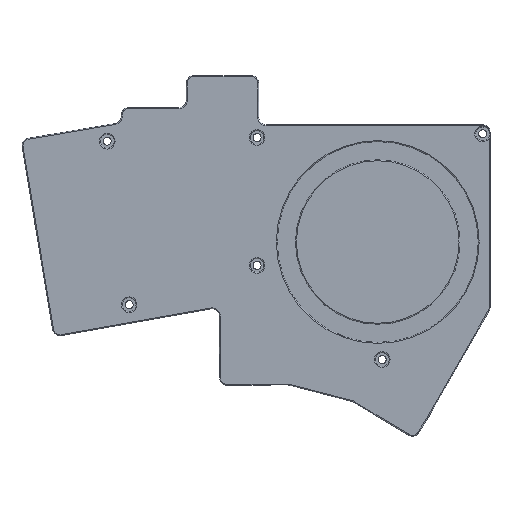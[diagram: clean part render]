
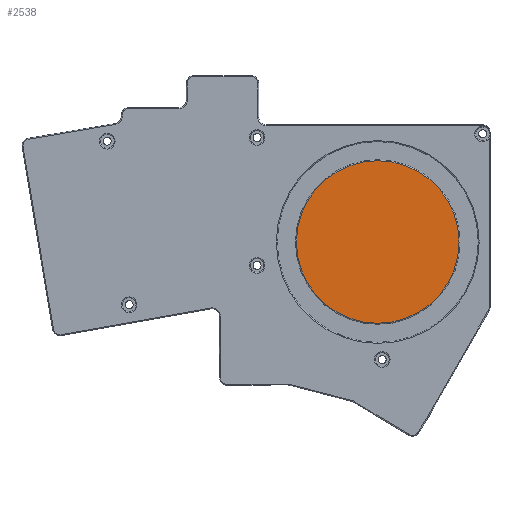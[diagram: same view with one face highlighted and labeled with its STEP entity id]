
A CAD part, top view. The second image highlights one B-rep face of the part: STEP entity #2538.
In plain terms, the highlighted planar face has unit normal (0, 0, 1).
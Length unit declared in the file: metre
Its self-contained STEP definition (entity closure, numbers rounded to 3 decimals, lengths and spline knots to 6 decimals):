
#18=PLANE('',#2822);
#531=ORIENTED_EDGE('',*,*,#1181,.T.);
#532=ORIENTED_EDGE('',*,*,#1309,.T.);
#1181=EDGE_CURVE('',#1578,#1577,#1826,.T.);
#1309=EDGE_CURVE('',#1577,#1578,#1930,.T.);
#1577=VERTEX_POINT('',#4032);
#1578=VERTEX_POINT('',#4034);
#1826=CIRCLE('',#2687,0.02225);
#1930=CIRCLE('',#2823,0.02225);
#2098=EDGE_LOOP('',(#531,#532));
#2287=FACE_BOUND('',#2098,.T.);
#2538=ADVANCED_FACE('',(#2287),#18,.T.);
#2687=AXIS2_PLACEMENT_3D('',#4033,#3100,#3101);
#2822=AXIS2_PLACEMENT_3D('',#4313,#3390,#3391);
#2823=AXIS2_PLACEMENT_3D('',#4314,#3392,#3393);
#3100=DIRECTION('',(0.,0.,1.));
#3101=DIRECTION('',(1.,0.,0.));
#3390=DIRECTION('',(0.,0.,1.));
#3391=DIRECTION('',(1.,0.,0.));
#3392=DIRECTION('',(0.,0.,1.));
#3393=DIRECTION('',(1.,0.,0.));
#4032=CARTESIAN_POINT('',(0.105031,-0.068585,0.0025));
#4033=CARTESIAN_POINT('',(0.127281,-0.068585,0.0025));
#4034=CARTESIAN_POINT('',(0.149531,-0.068585,0.0025));
#4313=CARTESIAN_POINT('',(0.,0.,0.0025));
#4314=CARTESIAN_POINT('',(0.127281,-0.068585,0.0025));
